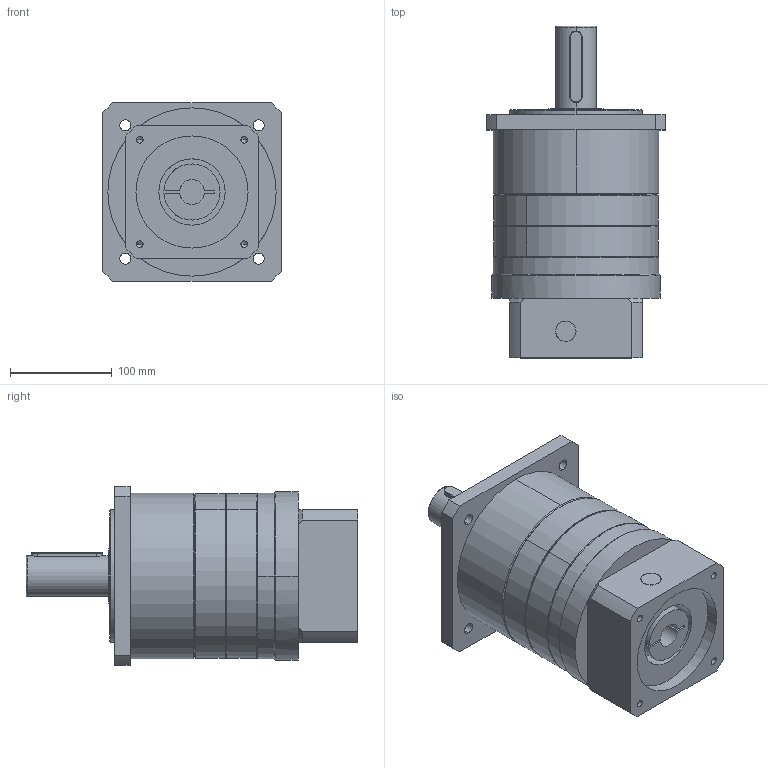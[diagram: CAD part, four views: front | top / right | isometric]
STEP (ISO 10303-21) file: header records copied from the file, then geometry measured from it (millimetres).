
FILE_DESCRIPTION (( 'STEP AP203' ), '1' );
FILE_NAME ('P2F160-L2-130-5.step', '2021-03-14T08:18:53', ( '' ), ( '' ), 'SwSTEP 2.0', 'SolidWorks 2016', '' );
FILE_SCHEMA (( 'CONFIG_CONTROL_DESIGN' ));
Length unit declared in the file: millimetre
Products named in the file (7): 160坶踡輸AQA130-56; 160笢潔撰-L2; 螺塞盖; 160ヶ儂裔F; 160怀堤粣; P2F160-L2-130-5; 160输入级AQA130-13456
Assembly tree (6 placements, depth 2):
  P2F160-L2-130-5
    160ヶ儂裔F
    160怀堤粣
    160笢潔撰-L2
    160输入级AQA130-13456
    160坶踡輸AQA130-56
    螺塞盖
Bounding box: 175 x 325.5 x 175 mm (x, y, z)
Volume: 4814886.9 mm3; surface area: 318063.6 mm2
Topology: 6 solids, 6 shells, 154 faces, 351 edges, 213 vertices
Faces by surface type: cylinder 68, plane 45, cone 25, torus 16
Entity records: 5414 total; most frequent: CARTESIAN_POINT 1125, DIRECTION 823, ORIENTED_EDGE 682, EDGE_CURVE 341, AXIS2_PLACEMENT_3D 339, VERTEX_POINT 213, EDGE_LOOP 182, CIRCLE 176
